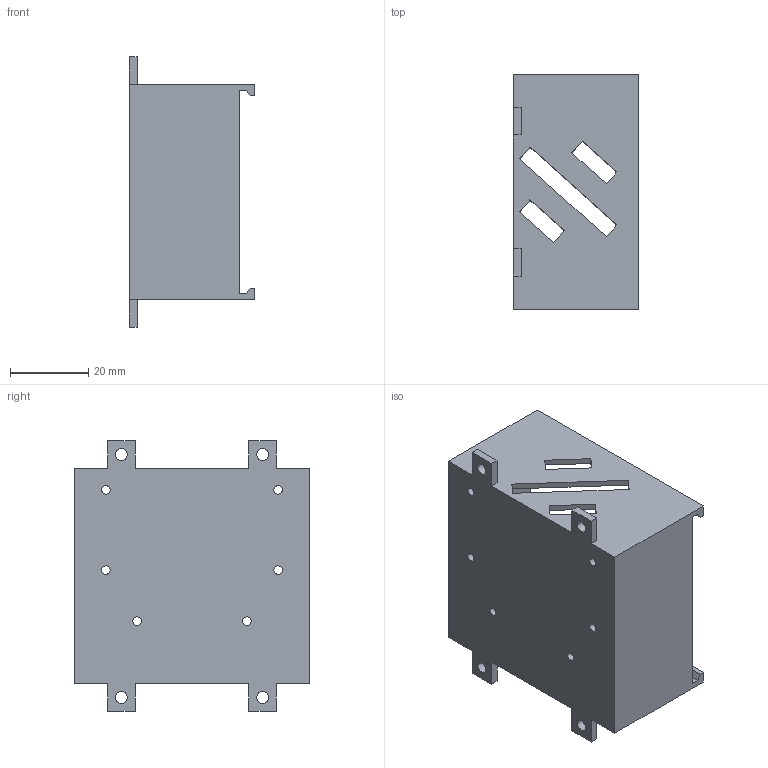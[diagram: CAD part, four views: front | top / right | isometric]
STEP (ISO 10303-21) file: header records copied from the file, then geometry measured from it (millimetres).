
FILE_DESCRIPTION (( 'STEP AP203' ), '1' );
FILE_NAME ('caja2 - Copy.STEP', '2021-04-14T23:25:18', ( '' ), ( '' ), 'SwSTEP 2.0', 'SolidWorks 2020', '' );
FILE_SCHEMA (( 'CONFIG_CONTROL_DESIGN' ));
Length unit declared in the file: millimetre
Products named in the file (1): caja2 - Copy
Bounding box: 32 x 60 x 69 mm (x, y, z)
Volume: 14797.1 mm3; surface area: 20702.3 mm2
Topology: 1 solids, 1 shells, 104 faces, 288 edges, 192 vertices
Faces by surface type: plane 72, cylinder 32
Entity records: 3465 total; most frequent: CARTESIAN_POINT 585, ORIENTED_EDGE 576, DIRECTION 562, EDGE_CURVE 288, LINE 224, VECTOR 224, VERTEX_POINT 192, AXIS2_PLACEMENT_3D 169
